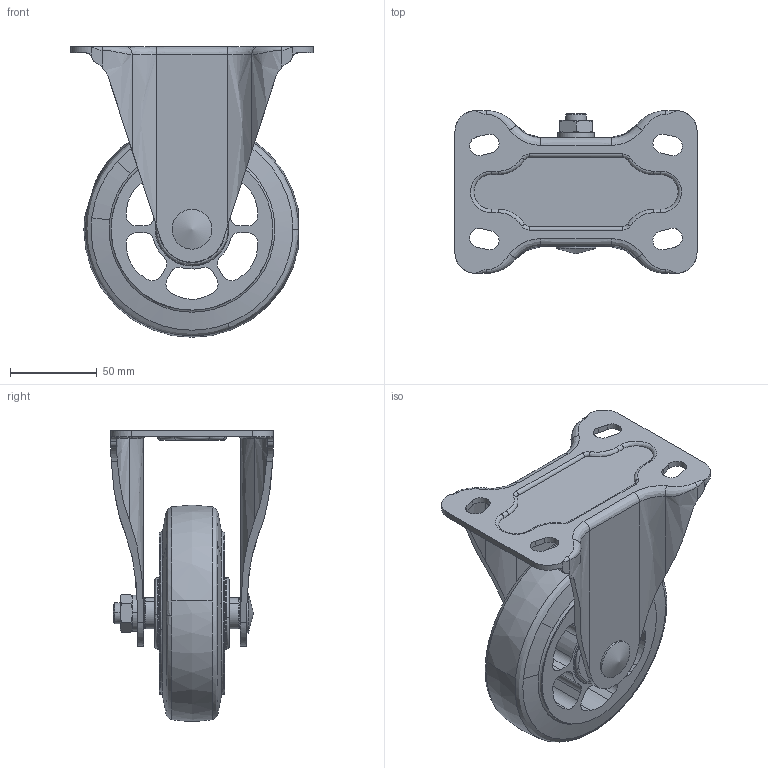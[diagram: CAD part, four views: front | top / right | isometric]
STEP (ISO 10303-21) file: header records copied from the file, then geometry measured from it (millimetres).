
FILE_DESCRIPTION((''),'2;1');
FILE_NAME('','2006-10-31T08:18:04',(''),(''),'','CADfix','');
FILE_SCHEMA(('AUTOMOTIVE_DESIGN'));
Length unit declared in the file: millimetre
Products named in the file (4): wheel; body; axle; 320SR_ARB125_1204_36
Assembly tree (3 placements, depth 2):
  320SR_ARB125_1204_36
    wheel
    body
    axle
Bounding box: 140 x 94 x 167.9 mm (x, y, z)
Volume: 430428.3 mm3; surface area: 113876.5 mm2
Topology: 3 solids, 3 shells, 280 faces, 844 edges, 576 vertices
Faces by surface type: bspline 280
Entity records: 10694 total; most frequent: CARTESIAN_POINT 6186, ORIENTED_EDGE 1680, EDGE_CURVE 840, VERTEX_POINT 576, EDGE_LOOP 316, FACE_OUTER_BOUND 280, ADVANCED_FACE 280, QUASI_UNIFORM_CURVE 278
